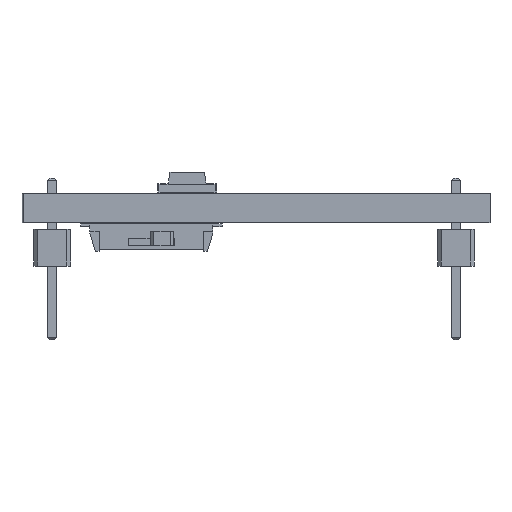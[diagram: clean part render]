
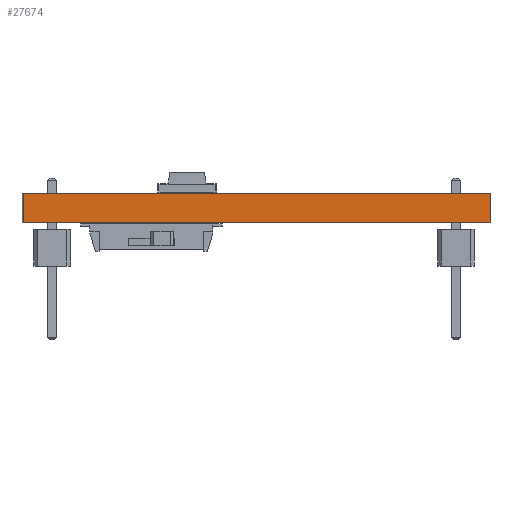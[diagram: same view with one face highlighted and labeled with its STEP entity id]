
A CAD part, front view. The second image highlights one B-rep face of the part: STEP entity #27674.
In plain terms, the highlighted planar face has unit normal (0, -1, 0).
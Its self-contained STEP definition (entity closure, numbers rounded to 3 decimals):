
#25849 = PLANE('',#25850);
#25850 = AXIS2_PLACEMENT_3D('',#25851,#25852,#25853);
#25851 = CARTESIAN_POINT('',(148.505,-107.686,1.6));
#25852 = DIRECTION('',(-0.,-0.,-1.));
#25853 = DIRECTION('',(-1.,0.,0.));
#25877 = PLANE('',#25878);
#25878 = AXIS2_PLACEMENT_3D('',#25879,#25880,#25881);
#25879 = CARTESIAN_POINT('',(161.201,-96.75,0.));
#25880 = DIRECTION('',(1.,0.002,-0.));
#25881 = DIRECTION('',(0.002,-1.,0.));
#25903 = PLANE('',#25904);
#25904 = AXIS2_PLACEMENT_3D('',#25905,#25906,#25907);
#25905 = CARTESIAN_POINT('',(148.505,-107.686,0.));
#25906 = DIRECTION('',(-0.,-0.,-1.));
#25907 = DIRECTION('',(-1.,0.,0.));
#25996 = VERTEX_POINT('',#25997);
#25997 = CARTESIAN_POINT('',(161.25,-122.25,1.6));
#26018 = EDGE_CURVE('',#26019,#25996,#26021,.T.);
#26019 = VERTEX_POINT('',#26020);
#26020 = CARTESIAN_POINT('',(161.25,-122.25,0.));
#26021 = SURFACE_CURVE('',#26022,(#26026,#26033),.PCURVE_S1.);
#26022 = LINE('',#26023,#26024);
#26023 = CARTESIAN_POINT('',(161.25,-122.25,0.));
#26024 = VECTOR('',#26025,1.);
#26025 = DIRECTION('',(0.,0.,1.));
#26026 = PCURVE('',#25877,#26027);
#26027 = DEFINITIONAL_REPRESENTATION('',(#26028),#26032);
#26028 = LINE('',#26029,#26030);
#26029 = CARTESIAN_POINT('',(25.5,0.));
#26030 = VECTOR('',#26031,1.);
#26031 = DIRECTION('',(0.,-1.));
#26032 = ( GEOMETRIC_REPRESENTATION_CONTEXT(2) 
PARAMETRIC_REPRESENTATION_CONTEXT() REPRESENTATION_CONTEXT('2D SPACE',''
  ) );
#26033 = PCURVE('',#26034,#26039);
#26034 = PLANE('',#26035);
#26035 = AXIS2_PLACEMENT_3D('',#26036,#26037,#26038);
#26036 = CARTESIAN_POINT('',(161.25,-122.25,0.));
#26037 = DIRECTION('',(0.,-1.,0.));
#26038 = DIRECTION('',(-1.,0.,0.));
#26039 = DEFINITIONAL_REPRESENTATION('',(#26040),#26044);
#26040 = LINE('',#26041,#26042);
#26041 = CARTESIAN_POINT('',(0.,-0.));
#26042 = VECTOR('',#26043,1.);
#26043 = DIRECTION('',(0.,-1.));
#26044 = ( GEOMETRIC_REPRESENTATION_CONTEXT(2) 
PARAMETRIC_REPRESENTATION_CONTEXT() REPRESENTATION_CONTEXT('2D SPACE',''
  ) );
#26072 = EDGE_CURVE('',#26019,#26073,#26075,.T.);
#26073 = VERTEX_POINT('',#26074);
#26074 = CARTESIAN_POINT('',(135.85,-122.25,0.));
#26075 = SURFACE_CURVE('',#26076,(#26080,#26087),.PCURVE_S1.);
#26076 = LINE('',#26077,#26078);
#26077 = CARTESIAN_POINT('',(161.25,-122.25,0.));
#26078 = VECTOR('',#26079,1.);
#26079 = DIRECTION('',(-1.,0.,0.));
#26080 = PCURVE('',#25903,#26081);
#26081 = DEFINITIONAL_REPRESENTATION('',(#26082),#26086);
#26082 = LINE('',#26083,#26084);
#26083 = CARTESIAN_POINT('',(-12.745,-14.564));
#26084 = VECTOR('',#26085,1.);
#26085 = DIRECTION('',(1.,0.));
#26086 = ( GEOMETRIC_REPRESENTATION_CONTEXT(2) 
PARAMETRIC_REPRESENTATION_CONTEXT() REPRESENTATION_CONTEXT('2D SPACE',''
  ) );
#26087 = PCURVE('',#26034,#26088);
#26088 = DEFINITIONAL_REPRESENTATION('',(#26089),#26093);
#26089 = LINE('',#26090,#26091);
#26090 = CARTESIAN_POINT('',(0.,-0.));
#26091 = VECTOR('',#26092,1.);
#26092 = DIRECTION('',(1.,0.));
#26093 = ( GEOMETRIC_REPRESENTATION_CONTEXT(2) 
PARAMETRIC_REPRESENTATION_CONTEXT() REPRESENTATION_CONTEXT('2D SPACE',''
  ) );
#26111 = PLANE('',#26112);
#26112 = AXIS2_PLACEMENT_3D('',#26113,#26114,#26115);
#26113 = CARTESIAN_POINT('',(135.85,-122.25,0.));
#26114 = DIRECTION('',(-1.,-0.004,0.));
#26115 = DIRECTION('',(-0.004,1.,0.));
#26920 = EDGE_CURVE('',#25996,#26921,#26923,.T.);
#26921 = VERTEX_POINT('',#26922);
#26922 = CARTESIAN_POINT('',(135.85,-122.25,1.6));
#26923 = SURFACE_CURVE('',#26924,(#26928,#26935),.PCURVE_S1.);
#26924 = LINE('',#26925,#26926);
#26925 = CARTESIAN_POINT('',(161.25,-122.25,1.6));
#26926 = VECTOR('',#26927,1.);
#26927 = DIRECTION('',(-1.,0.,0.));
#26928 = PCURVE('',#25849,#26929);
#26929 = DEFINITIONAL_REPRESENTATION('',(#26930),#26934);
#26930 = LINE('',#26931,#26932);
#26931 = CARTESIAN_POINT('',(-12.745,-14.564));
#26932 = VECTOR('',#26933,1.);
#26933 = DIRECTION('',(1.,0.));
#26934 = ( GEOMETRIC_REPRESENTATION_CONTEXT(2) 
PARAMETRIC_REPRESENTATION_CONTEXT() REPRESENTATION_CONTEXT('2D SPACE',''
  ) );
#26935 = PCURVE('',#26034,#26936);
#26936 = DEFINITIONAL_REPRESENTATION('',(#26937),#26941);
#26937 = LINE('',#26938,#26939);
#26938 = CARTESIAN_POINT('',(0.,-1.6));
#26939 = VECTOR('',#26940,1.);
#26940 = DIRECTION('',(1.,0.));
#26941 = ( GEOMETRIC_REPRESENTATION_CONTEXT(2) 
PARAMETRIC_REPRESENTATION_CONTEXT() REPRESENTATION_CONTEXT('2D SPACE',''
  ) );
#27674 = ADVANCED_FACE('',(#27675),#26034,.T.);
#27675 = FACE_BOUND('',#27676,.T.);
#27676 = EDGE_LOOP('',(#27677,#27678,#27679,#27700));
#27677 = ORIENTED_EDGE('',*,*,#26018,.T.);
#27678 = ORIENTED_EDGE('',*,*,#26920,.T.);
#27679 = ORIENTED_EDGE('',*,*,#27680,.F.);
#27680 = EDGE_CURVE('',#26073,#26921,#27681,.T.);
#27681 = SURFACE_CURVE('',#27682,(#27686,#27693),.PCURVE_S1.);
#27682 = LINE('',#27683,#27684);
#27683 = CARTESIAN_POINT('',(135.85,-122.25,0.));
#27684 = VECTOR('',#27685,1.);
#27685 = DIRECTION('',(0.,0.,1.));
#27686 = PCURVE('',#26034,#27687);
#27687 = DEFINITIONAL_REPRESENTATION('',(#27688),#27692);
#27688 = LINE('',#27689,#27690);
#27689 = CARTESIAN_POINT('',(25.4,0.));
#27690 = VECTOR('',#27691,1.);
#27691 = DIRECTION('',(0.,-1.));
#27692 = ( GEOMETRIC_REPRESENTATION_CONTEXT(2) 
PARAMETRIC_REPRESENTATION_CONTEXT() REPRESENTATION_CONTEXT('2D SPACE',''
  ) );
#27693 = PCURVE('',#26111,#27694);
#27694 = DEFINITIONAL_REPRESENTATION('',(#27695),#27699);
#27695 = LINE('',#27696,#27697);
#27696 = CARTESIAN_POINT('',(0.,0.));
#27697 = VECTOR('',#27698,1.);
#27698 = DIRECTION('',(0.,-1.));
#27699 = ( GEOMETRIC_REPRESENTATION_CONTEXT(2) 
PARAMETRIC_REPRESENTATION_CONTEXT() REPRESENTATION_CONTEXT('2D SPACE',''
  ) );
#27700 = ORIENTED_EDGE('',*,*,#26072,.F.);
